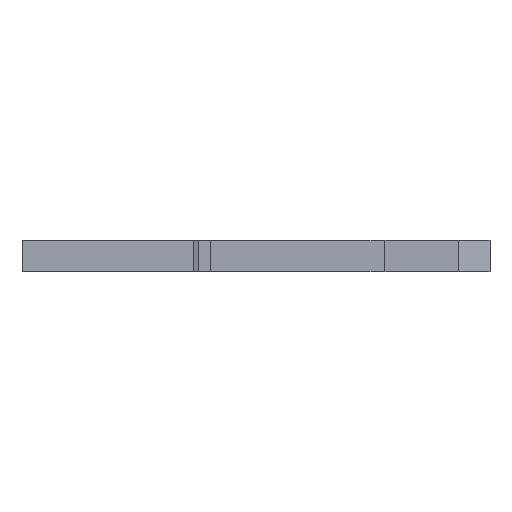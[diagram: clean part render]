
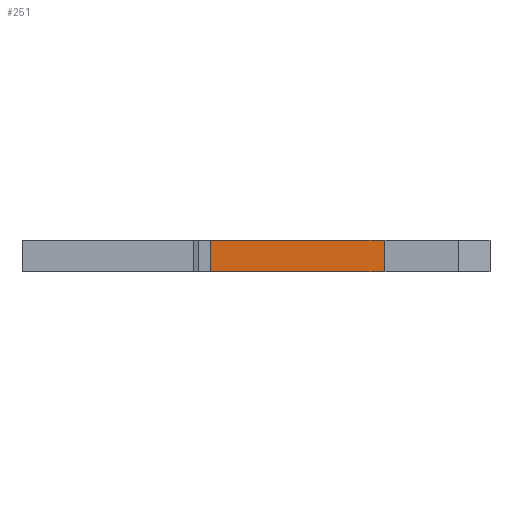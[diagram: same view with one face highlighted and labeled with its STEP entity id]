
A CAD part, front view. The second image highlights one B-rep face of the part: STEP entity #251.
In plain terms, the highlighted planar face has unit normal (0, -1, 0).
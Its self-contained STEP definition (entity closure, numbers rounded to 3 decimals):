
#251=ADVANCED_FACE('',(#684),#481,.F.);
#481=PLANE('',#4744);
#684=FACE_OUTER_BOUND('',#910,.T.);
#910=EDGE_LOOP('',(#1543,#1544,#1545,#1546));
#1543=ORIENTED_EDGE('',*,*,#3115,.F.);
#1544=ORIENTED_EDGE('',*,*,#3224,.T.);
#1545=ORIENTED_EDGE('',*,*,#2961,.T.);
#1546=ORIENTED_EDGE('',*,*,#3225,.F.);
#2520=VERTEX_POINT('',#6372);
#2521=VERTEX_POINT('',#6374);
#2670=VERTEX_POINT('',#6677);
#2671=VERTEX_POINT('',#6679);
#2961=EDGE_CURVE('',#2521,#2520,#3599,.T.);
#3115=EDGE_CURVE('',#2670,#2671,#3733,.T.);
#3224=EDGE_CURVE('',#2670,#2521,#3835,.T.);
#3225=EDGE_CURVE('',#2671,#2520,#3836,.T.);
#3599=LINE('',#6373,#4192);
#3733=LINE('',#6678,#4326);
#3835=LINE('',#6878,#4428);
#3836=LINE('',#6879,#4429);
#4192=VECTOR('',#5133,1.);
#4326=VECTOR('',#5309,1.);
#4428=VECTOR('',#5445,1.);
#4429=VECTOR('',#5446,1.);
#4744=AXIS2_PLACEMENT_3D('',#6880,#5447,#5448);
#5133=DIRECTION('',(1.,0.,0.));
#5309=DIRECTION('',(1.,0.,0.));
#5445=DIRECTION('',(0.,0.,-1.));
#5446=DIRECTION('',(0.,0.,-1.));
#5447=DIRECTION('',(0.,1.,0.));
#5448=DIRECTION('',(0.,0.,1.));
#6372=CARTESIAN_POINT('',(995.122,-82.181,0.));
#6373=CARTESIAN_POINT('',(960.941,-82.181,0.));
#6374=CARTESIAN_POINT('',(960.641,-82.181,0.));
#6677=CARTESIAN_POINT('',(960.641,-82.181,6.1));
#6678=CARTESIAN_POINT('',(963.835,-82.181,6.1));
#6679=CARTESIAN_POINT('',(995.122,-82.181,6.1));
#6878=CARTESIAN_POINT('',(960.641,-82.181,0.475));
#6879=CARTESIAN_POINT('',(995.122,-82.181,6.1));
#6880=CARTESIAN_POINT('',(960.941,-82.181,6.1));
